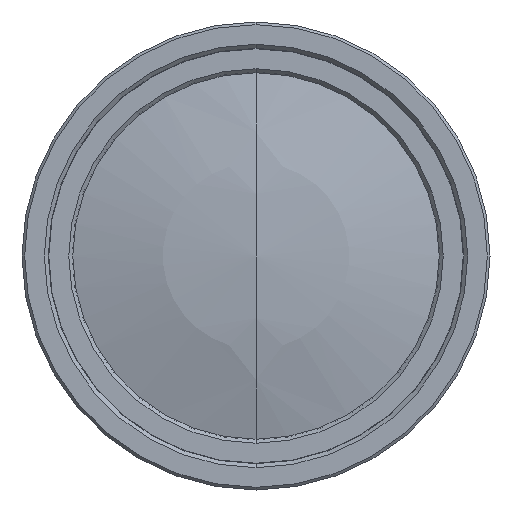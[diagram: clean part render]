
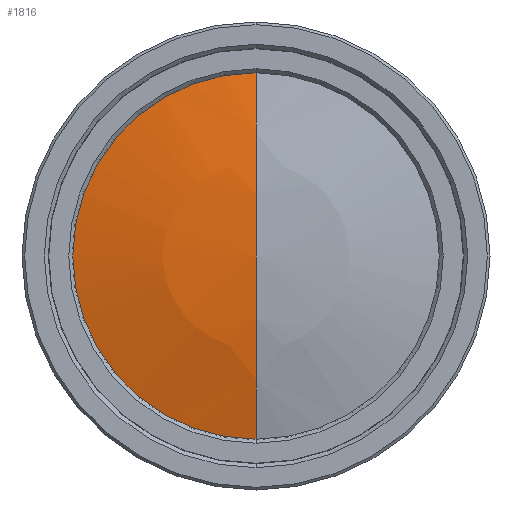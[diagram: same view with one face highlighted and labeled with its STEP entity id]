
A CAD part, left-side view. The second image highlights one B-rep face of the part: STEP entity #1816.
In plain terms, the highlighted spherical face has radius 50.164 mm.
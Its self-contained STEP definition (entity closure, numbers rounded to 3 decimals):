
#1771 = VERTEX_POINT('',#1772);
#1772 = CARTESIAN_POINT('',(1.936,0.,-13.8));
#1779 = VERTEX_POINT('',#1780);
#1780 = CARTESIAN_POINT('',(1.936,0.,13.8));
#1805 = EDGE_CURVE('',#1771,#1779,#1806,.T.);
#1806 = CIRCLE('',#1807,13.8);
#1807 = AXIS2_PLACEMENT_3D('',#1808,#1809,#1810);
#1808 = CARTESIAN_POINT('',(1.936,0.,0.));
#1809 = DIRECTION('',(1.,0.,0.));
#1810 = DIRECTION('',(0.,0.,-1.));
#1816 = ADVANCED_FACE('',(#1817),#1836,.T.);
#1817 = FACE_BOUND('',#1818,.T.);
#1818 = EDGE_LOOP('',(#1819,#1828,#1829));
#1819 = ORIENTED_EDGE('',*,*,#1820,.F.);
#1820 = EDGE_CURVE('',#1779,#1821,#1823,.T.);
#1821 = VERTEX_POINT('',#1822);
#1822 = CARTESIAN_POINT('',(0.,0.,0.));
#1823 = CIRCLE('',#1824,50.164);
#1824 = AXIS2_PLACEMENT_3D('',#1825,#1826,#1827);
#1825 = CARTESIAN_POINT('',(50.164,0.,0.));
#1826 = DIRECTION('',(0.,-1.,0.));
#1827 = DIRECTION('',(-0.961,0.,0.275));
#1828 = ORIENTED_EDGE('',*,*,#1805,.F.);
#1829 = ORIENTED_EDGE('',*,*,#1830,.T.);
#1830 = EDGE_CURVE('',#1771,#1821,#1831,.T.);
#1831 = CIRCLE('',#1832,50.164);
#1832 = AXIS2_PLACEMENT_3D('',#1833,#1834,#1835);
#1833 = CARTESIAN_POINT('',(50.164,0.,0.));
#1834 = DIRECTION('',(0.,1.,0.));
#1835 = DIRECTION('',(-0.961,0.,-0.275));
#1836 = SPHERICAL_SURFACE('',#1837,50.164);
#1837 = AXIS2_PLACEMENT_3D('',#1838,#1839,#1840);
#1838 = CARTESIAN_POINT('',(50.164,0.,0.));
#1839 = DIRECTION('',(1.,0.,0.));
#1840 = DIRECTION('',(0.,0.,1.));
